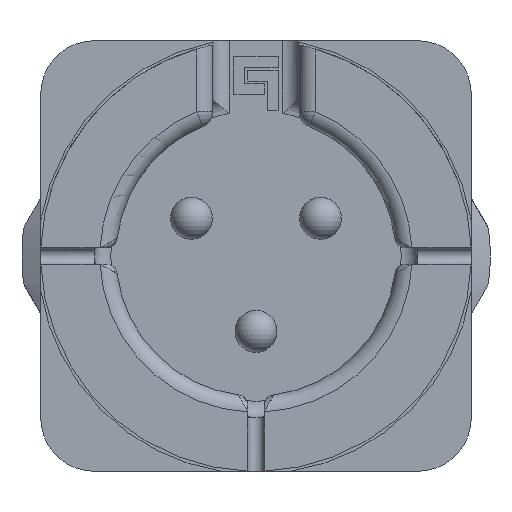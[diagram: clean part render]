
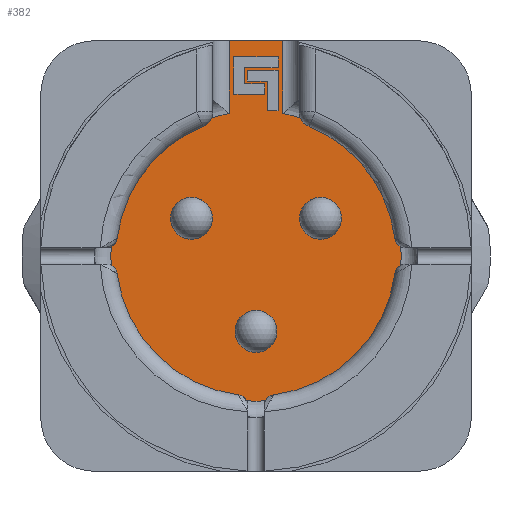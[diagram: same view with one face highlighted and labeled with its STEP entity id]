
A CAD part, left-side view. The second image highlights one B-rep face of the part: STEP entity #382.
In plain terms, the highlighted planar face has unit normal (-1, 0, 0).
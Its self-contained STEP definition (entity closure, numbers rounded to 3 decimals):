
#382=ADVANCED_FACE('',(#908,#909,#910,#911,#912,#913),#549,.F.);
#549=PLANE('',#2668);
#610=LINE('',#3641,#756);
#611=LINE('',#3644,#757);
#612=LINE('',#3648,#758);
#613=LINE('',#3649,#759);
#614=LINE('',#3652,#760);
#615=LINE('',#3654,#761);
#616=LINE('',#3656,#762);
#617=LINE('',#3658,#763);
#618=LINE('',#3660,#764);
#619=LINE('',#3662,#765);
#620=LINE('',#3664,#766);
#621=LINE('',#3665,#767);
#622=LINE('',#3668,#768);
#623=LINE('',#3670,#769);
#624=LINE('',#3672,#770);
#625=LINE('',#3674,#771);
#626=LINE('',#3676,#772);
#756=VECTOR('',#2944,1.);
#757=VECTOR('',#2945,1.);
#758=VECTOR('',#2948,1.);
#759=VECTOR('',#2949,1.);
#760=VECTOR('',#2950,1.);
#761=VECTOR('',#2951,1.);
#762=VECTOR('',#2952,1.);
#763=VECTOR('',#2953,1.);
#764=VECTOR('',#2954,1.);
#765=VECTOR('',#2955,1.);
#766=VECTOR('',#2956,1.);
#767=VECTOR('',#2957,1.);
#768=VECTOR('',#2958,1.);
#769=VECTOR('',#2959,1.);
#770=VECTOR('',#2960,1.);
#771=VECTOR('',#2961,1.);
#772=VECTOR('',#2962,1.);
#908=FACE_BOUND('',#1016,.T.);
#909=FACE_BOUND('',#1017,.T.);
#910=FACE_BOUND('',#1018,.T.);
#911=FACE_BOUND('',#1019,.T.);
#912=FACE_BOUND('',#1020,.T.);
#913=FACE_BOUND('',#1021,.T.);
#1016=EDGE_LOOP('',(#1241));
#1017=EDGE_LOOP('',(#1242));
#1018=EDGE_LOOP('',(#1243));
#1019=EDGE_LOOP('',(#1244,#1245,#1246,#1247));
#1020=EDGE_LOOP('',(#1248,#1249,#1250,#1251,#1252,#1253,#1254,#1255));
#1021=EDGE_LOOP('',(#1256,#1257,#1258,#1259,#1260,#1261));
#1241=ORIENTED_EDGE('',*,*,#2193,.T.);
#1242=ORIENTED_EDGE('',*,*,#2194,.T.);
#1243=ORIENTED_EDGE('',*,*,#2195,.T.);
#1244=ORIENTED_EDGE('',*,*,#2196,.T.);
#1245=ORIENTED_EDGE('',*,*,#2197,.T.);
#1246=ORIENTED_EDGE('',*,*,#2198,.T.);
#1247=ORIENTED_EDGE('',*,*,#2199,.T.);
#1248=ORIENTED_EDGE('',*,*,#2200,.T.);
#1249=ORIENTED_EDGE('',*,*,#2201,.T.);
#1250=ORIENTED_EDGE('',*,*,#2202,.T.);
#1251=ORIENTED_EDGE('',*,*,#2203,.T.);
#1252=ORIENTED_EDGE('',*,*,#2204,.T.);
#1253=ORIENTED_EDGE('',*,*,#2205,.T.);
#1254=ORIENTED_EDGE('',*,*,#2206,.T.);
#1255=ORIENTED_EDGE('',*,*,#2207,.T.);
#1256=ORIENTED_EDGE('',*,*,#2208,.F.);
#1257=ORIENTED_EDGE('',*,*,#2209,.F.);
#1258=ORIENTED_EDGE('',*,*,#2210,.F.);
#1259=ORIENTED_EDGE('',*,*,#2211,.F.);
#1260=ORIENTED_EDGE('',*,*,#2212,.F.);
#1261=ORIENTED_EDGE('',*,*,#2213,.F.);
#1947=VERTEX_POINT('',#3636);
#1948=VERTEX_POINT('',#3638);
#1949=VERTEX_POINT('',#3640);
#1950=VERTEX_POINT('',#3642);
#1951=VERTEX_POINT('',#3643);
#1952=VERTEX_POINT('',#3645);
#1953=VERTEX_POINT('',#3647);
#1954=VERTEX_POINT('',#3650);
#1955=VERTEX_POINT('',#3651);
#1956=VERTEX_POINT('',#3653);
#1957=VERTEX_POINT('',#3655);
#1958=VERTEX_POINT('',#3657);
#1959=VERTEX_POINT('',#3659);
#1960=VERTEX_POINT('',#3661);
#1961=VERTEX_POINT('',#3663);
#1962=VERTEX_POINT('',#3666);
#1963=VERTEX_POINT('',#3667);
#1964=VERTEX_POINT('',#3669);
#1965=VERTEX_POINT('',#3671);
#1966=VERTEX_POINT('',#3673);
#1967=VERTEX_POINT('',#3675);
#2193=EDGE_CURVE('',#1947,#1947,#2546,.T.);
#2194=EDGE_CURVE('',#1948,#1948,#2547,.T.);
#2195=EDGE_CURVE('',#1949,#1949,#2548,.T.);
#2196=EDGE_CURVE('',#1950,#1951,#610,.T.);
#2197=EDGE_CURVE('',#1951,#1952,#611,.T.);
#2198=EDGE_CURVE('',#1952,#1953,#2549,.T.);
#2199=EDGE_CURVE('',#1953,#1950,#612,.T.);
#2200=EDGE_CURVE('',#1954,#1955,#613,.T.);
#2201=EDGE_CURVE('',#1955,#1956,#614,.T.);
#2202=EDGE_CURVE('',#1956,#1957,#615,.T.);
#2203=EDGE_CURVE('',#1957,#1958,#616,.T.);
#2204=EDGE_CURVE('',#1958,#1959,#617,.T.);
#2205=EDGE_CURVE('',#1959,#1960,#618,.T.);
#2206=EDGE_CURVE('',#1960,#1961,#619,.T.);
#2207=EDGE_CURVE('',#1961,#1954,#620,.T.);
#2208=EDGE_CURVE('',#1962,#1963,#621,.T.);
#2209=EDGE_CURVE('',#1964,#1962,#622,.T.);
#2210=EDGE_CURVE('',#1965,#1964,#623,.T.);
#2211=EDGE_CURVE('',#1966,#1965,#624,.T.);
#2212=EDGE_CURVE('',#1967,#1966,#625,.T.);
#2213=EDGE_CURVE('',#1963,#1967,#626,.T.);
#2546=CIRCLE('',#2664,0.39);
#2547=CIRCLE('',#2665,0.39);
#2548=CIRCLE('',#2666,0.39);
#2549=CIRCLE('',#2667,2.7);
#2664=AXIS2_PLACEMENT_3D('',#3635,#2938,#2939);
#2665=AXIS2_PLACEMENT_3D('',#3637,#2940,#2941);
#2666=AXIS2_PLACEMENT_3D('',#3639,#2942,#2943);
#2667=AXIS2_PLACEMENT_3D('',#3646,#2946,#2947);
#2668=AXIS2_PLACEMENT_3D('',#3677,#2963,#2964);
#2938=DIRECTION('',(1.,0.,0.));
#2939=DIRECTION('',(0.,0.,-1.));
#2940=DIRECTION('',(1.,0.,0.));
#2941=DIRECTION('',(0.,0.,-1.));
#2942=DIRECTION('',(1.,0.,0.));
#2943=DIRECTION('',(0.,0.,-1.));
#2944=DIRECTION('',(0.,1.,0.));
#2945=DIRECTION('',(0.,0.,-1.));
#2946=DIRECTION('',(-1.,0.,0.));
#2947=DIRECTION('',(0.,0.,-1.));
#2948=DIRECTION('',(0.,0.,1.));
#2949=DIRECTION('',(0.,-1.,0.));
#2950=DIRECTION('',(0.,0.,-1.));
#2951=DIRECTION('',(0.,1.,0.));
#2952=DIRECTION('',(0.,0.,-1.));
#2953=DIRECTION('',(0.,-1.,0.));
#2954=DIRECTION('',(0.,0.,-1.));
#2955=DIRECTION('',(0.,1.,0.));
#2956=DIRECTION('',(0.,0.,1.));
#2957=DIRECTION('',(0.,0.,1.));
#2958=DIRECTION('',(0.,-1.,0.));
#2959=DIRECTION('',(0.,0.,-1.));
#2960=DIRECTION('',(0.,-1.,0.));
#2961=DIRECTION('',(0.,0.,-1.));
#2962=DIRECTION('',(0.,1.,0.));
#2963=DIRECTION('',(1.,0.,0.));
#2964=DIRECTION('',(0.,0.,-1.));
#3635=CARTESIAN_POINT('',(4.5,0.,-1.4));
#3636=CARTESIAN_POINT('',(4.5,0.,-1.79));
#3637=CARTESIAN_POINT('',(4.5,1.2,0.7));
#3638=CARTESIAN_POINT('',(4.5,1.2,0.31));
#3639=CARTESIAN_POINT('',(4.5,-1.2,0.7));
#3640=CARTESIAN_POINT('',(4.5,-1.2,0.31));
#3641=CARTESIAN_POINT('',(4.5,4.,4.));
#3642=CARTESIAN_POINT('',(4.5,-0.5,4.));
#3643=CARTESIAN_POINT('',(4.5,0.5,4.));
#3644=CARTESIAN_POINT('',(4.5,0.5,0.));
#3645=CARTESIAN_POINT('',(4.5,0.5,2.653));
#3646=CARTESIAN_POINT('',(4.5,0.,0.));
#3647=CARTESIAN_POINT('',(4.5,-0.5,2.653));
#3648=CARTESIAN_POINT('',(4.5,-0.5,0.));
#3649=CARTESIAN_POINT('',(4.5,0.41,3.7));
#3650=CARTESIAN_POINT('',(4.5,0.41,3.7));
#3651=CARTESIAN_POINT('',(4.5,-0.41,3.7));
#3652=CARTESIAN_POINT('',(4.5,-0.41,3.7));
#3653=CARTESIAN_POINT('',(4.5,-0.41,3.5));
#3654=CARTESIAN_POINT('',(4.5,-0.41,3.5));
#3655=CARTESIAN_POINT('',(4.5,0.21,3.5));
#3656=CARTESIAN_POINT('',(4.5,0.21,3.5));
#3657=CARTESIAN_POINT('',(4.5,0.21,3.2));
#3658=CARTESIAN_POINT('',(4.5,0.21,3.2));
#3659=CARTESIAN_POINT('',(4.5,-0.16,3.2));
#3660=CARTESIAN_POINT('',(4.5,-0.16,3.2));
#3661=CARTESIAN_POINT('',(4.5,-0.16,3.));
#3662=CARTESIAN_POINT('',(4.5,-0.16,3.));
#3663=CARTESIAN_POINT('',(4.5,0.41,3.));
#3664=CARTESIAN_POINT('',(4.5,0.41,3.));
#3665=CARTESIAN_POINT('',(4.5,-0.41,2.7));
#3666=CARTESIAN_POINT('',(4.5,-0.41,2.7));
#3667=CARTESIAN_POINT('',(4.5,-0.41,3.45));
#3668=CARTESIAN_POINT('',(4.5,-0.21,2.7));
#3669=CARTESIAN_POINT('',(4.5,-0.21,2.7));
#3670=CARTESIAN_POINT('',(4.5,-0.21,3.25));
#3671=CARTESIAN_POINT('',(4.5,-0.21,3.25));
#3672=CARTESIAN_POINT('',(4.5,0.16,3.25));
#3673=CARTESIAN_POINT('',(4.5,0.16,3.25));
#3674=CARTESIAN_POINT('',(4.5,0.16,3.45));
#3675=CARTESIAN_POINT('',(4.5,0.16,3.45));
#3676=CARTESIAN_POINT('',(4.5,-0.41,3.45));
#3677=CARTESIAN_POINT('',(4.5,0.,0.));
